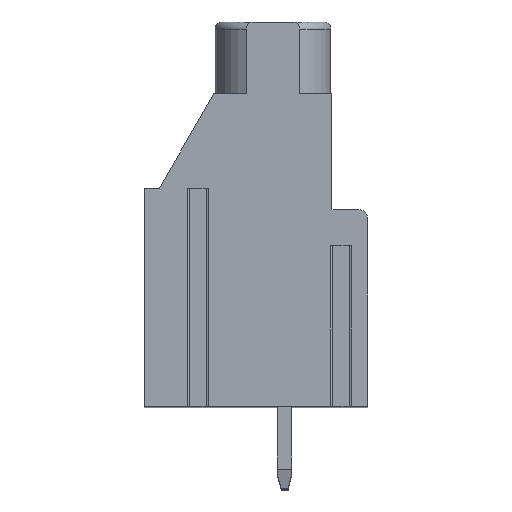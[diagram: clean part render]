
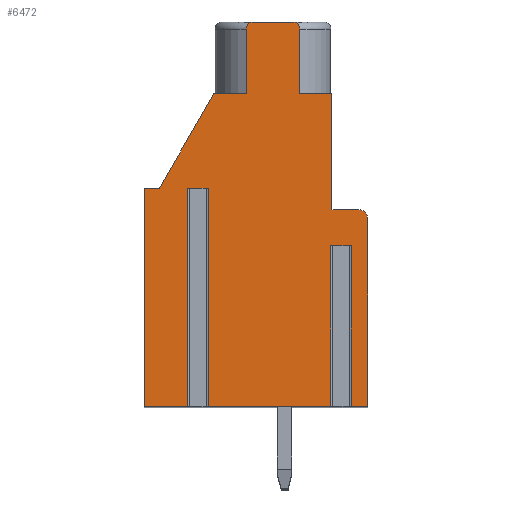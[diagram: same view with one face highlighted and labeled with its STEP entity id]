
A CAD part, top view. The second image highlights one B-rep face of the part: STEP entity #6472.
In plain terms, the highlighted planar face has unit normal (0, 0, 1).
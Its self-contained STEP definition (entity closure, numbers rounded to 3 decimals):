
#65=DIRECTION('',(-1.,0.,0.));
#66=VECTOR('',#65,1.146);
#67=CARTESIAN_POINT('',(-2.127,1.2,41.275));
#68=LINE('',#67,#66);
#69=DIRECTION('',(0.,-1.,0.));
#70=VECTOR('',#69,12.2);
#71=CARTESIAN_POINT('',(-3.273,1.2,41.275));
#72=LINE('',#71,#70);
#73=DIRECTION('',(1.,0.,0.));
#74=VECTOR('',#73,2.427);
#75=CARTESIAN_POINT('',(-5.7,-11.,41.275));
#76=LINE('',#75,#74);
#77=DIRECTION('',(0.,-1.,0.));
#78=VECTOR('',#77,12.2);
#79=CARTESIAN_POINT('',(-5.7,1.2,41.275));
#80=LINE('',#79,#78);
#81=DIRECTION('',(-1.,0.,0.));
#82=VECTOR('',#81,0.84);
#83=CARTESIAN_POINT('',(-4.86,1.2,41.275));
#84=LINE('',#83,#82);
#85=DIRECTION('',(-0.5,-0.866,0.));
#86=VECTOR('',#85,6.12);
#87=CARTESIAN_POINT('',(-1.8,6.5,41.275));
#88=LINE('',#87,#86);
#89=DIRECTION('',(-1.,0.,0.));
#90=VECTOR('',#89,1.8);
#91=CARTESIAN_POINT('',(0.,6.5,41.275));
#92=LINE('',#91,#90);
#93=DIRECTION('',(0.,-1.,0.));
#94=VECTOR('',#93,3.6);
#95=CARTESIAN_POINT('',(0.,10.1,41.275));
#96=LINE('',#95,#94);
#97=CARTESIAN_POINT('',(0.4,10.1,41.275));
#98=DIRECTION('',(0.,0.,1.));
#99=DIRECTION('',(0.,1.,0.));
#100=AXIS2_PLACEMENT_3D('',#97,#98,#99);
#102=DIRECTION('',(-1.,0.,0.));
#103=VECTOR('',#102,2.2);
#104=CARTESIAN_POINT('',(2.6,10.5,41.275));
#105=LINE('',#104,#103);
#106=CARTESIAN_POINT('',(2.6,10.1,41.275));
#107=DIRECTION('',(0.,0.,1.));
#108=DIRECTION('',(1.,0.,0.));
#109=AXIS2_PLACEMENT_3D('',#106,#107,#108);
#111=DIRECTION('',(0.,1.,0.));
#112=VECTOR('',#111,3.6);
#113=CARTESIAN_POINT('',(3.,6.5,41.275));
#114=LINE('',#113,#112);
#115=DIRECTION('',(-1.,0.,0.));
#116=VECTOR('',#115,1.8);
#117=CARTESIAN_POINT('',(4.8,6.5,41.275));
#118=LINE('',#117,#116);
#119=DIRECTION('',(0.,1.,0.));
#120=VECTOR('',#119,6.5);
#121=CARTESIAN_POINT('',(4.8,0.,41.275));
#122=LINE('',#121,#120);
#123=DIRECTION('',(-1.,0.,0.));
#124=VECTOR('',#123,1.5);
#125=CARTESIAN_POINT('',(6.3,0.,41.275));
#126=LINE('',#125,#124);
#127=CARTESIAN_POINT('',(6.3,-0.5,41.275));
#128=DIRECTION('',(0.,0.,1.));
#129=DIRECTION('',(1.,0.,0.));
#130=AXIS2_PLACEMENT_3D('',#127,#128,#129);
#132=DIRECTION('',(0.,1.,0.));
#133=VECTOR('',#132,10.5);
#134=CARTESIAN_POINT('',(6.8,-11.,41.275));
#135=LINE('',#134,#133);
#136=DIRECTION('',(1.,0.,0.));
#137=VECTOR('',#136,0.925);
#138=CARTESIAN_POINT('',(5.875,-11.,41.275));
#139=LINE('',#138,#137);
#140=DIRECTION('',(0.,-1.,0.));
#141=VECTOR('',#140,9.);
#142=CARTESIAN_POINT('',(5.875,-2.,41.275));
#143=LINE('',#142,#141);
#144=DIRECTION('',(-1.,0.,0.));
#145=VECTOR('',#144,1.146);
#146=CARTESIAN_POINT('',(5.875,-2.,41.275));
#147=LINE('',#146,#145);
#148=DIRECTION('',(0.,-1.,0.));
#149=VECTOR('',#148,9.);
#150=CARTESIAN_POINT('',(4.728,-2.,41.275));
#151=LINE('',#150,#149);
#152=DIRECTION('',(1.,0.,0.));
#153=VECTOR('',#152,6.855);
#154=CARTESIAN_POINT('',(-2.127,-11.,41.275));
#155=LINE('',#154,#153);
#156=DIRECTION('',(0.,-1.,0.));
#157=VECTOR('',#156,12.2);
#158=CARTESIAN_POINT('',(-2.127,1.2,41.275));
#159=LINE('',#158,#157);
#5035=CARTESIAN_POINT('',(6.8,-11.,41.275));
#5036=CARTESIAN_POINT('',(6.8,-0.5,41.275));
#5037=VERTEX_POINT('',#5035);
#5038=VERTEX_POINT('',#5036);
#5039=CARTESIAN_POINT('',(6.3,0.,41.275));
#5040=VERTEX_POINT('',#5039);
#5041=CARTESIAN_POINT('',(4.8,0.,41.275));
#5042=VERTEX_POINT('',#5041);
#5043=CARTESIAN_POINT('',(4.8,6.5,41.275));
#5044=VERTEX_POINT('',#5043);
#5045=CARTESIAN_POINT('',(3.,6.5,41.275));
#5046=VERTEX_POINT('',#5045);
#5047=CARTESIAN_POINT('',(3.,10.1,41.275));
#5048=VERTEX_POINT('',#5047);
#5049=CARTESIAN_POINT('',(2.6,10.5,41.275));
#5050=VERTEX_POINT('',#5049);
#5051=CARTESIAN_POINT('',(0.4,10.5,41.275));
#5052=VERTEX_POINT('',#5051);
#5053=CARTESIAN_POINT('',(0.,10.1,41.275));
#5054=VERTEX_POINT('',#5053);
#5055=CARTESIAN_POINT('',(0.,6.5,41.275));
#5056=VERTEX_POINT('',#5055);
#5057=CARTESIAN_POINT('',(-1.8,6.5,41.275));
#5058=VERTEX_POINT('',#5057);
#5059=CARTESIAN_POINT('',(-4.86,1.2,41.275));
#5060=VERTEX_POINT('',#5059);
#5061=CARTESIAN_POINT('',(-5.7,1.2,41.275));
#5062=VERTEX_POINT('',#5061);
#5063=CARTESIAN_POINT('',(-5.7,-11.,41.275));
#5064=VERTEX_POINT('',#5063);
#5221=CARTESIAN_POINT('',(5.875,-2.,41.275));
#5222=CARTESIAN_POINT('',(4.728,-2.,41.275));
#5223=VERTEX_POINT('',#5221);
#5224=VERTEX_POINT('',#5222);
#5225=CARTESIAN_POINT('',(5.875,-11.,41.275));
#5226=VERTEX_POINT('',#5225);
#5227=CARTESIAN_POINT('',(4.728,-11.,41.275));
#5228=VERTEX_POINT('',#5227);
#5253=CARTESIAN_POINT('',(-2.127,1.2,41.275));
#5254=CARTESIAN_POINT('',(-3.273,1.2,41.275));
#5255=VERTEX_POINT('',#5253);
#5256=VERTEX_POINT('',#5254);
#5257=CARTESIAN_POINT('',(-2.127,-11.,41.275));
#5258=VERTEX_POINT('',#5257);
#5259=CARTESIAN_POINT('',(-3.273,-11.,41.275));
#5260=VERTEX_POINT('',#5259);
#6419=CARTESIAN_POINT('',(0.,0.,41.275));
#6420=DIRECTION('',(0.,0.,1.));
#6421=DIRECTION('',(1.,0.,0.));
#6422=AXIS2_PLACEMENT_3D('',#6419,#6420,#6421);
#6423=PLANE('',#6422);
#6425=ORIENTED_EDGE('',*,*,#6424,.T.);
#6427=ORIENTED_EDGE('',*,*,#6426,.T.);
#6429=ORIENTED_EDGE('',*,*,#6428,.F.);
#6431=ORIENTED_EDGE('',*,*,#6430,.F.);
#6433=ORIENTED_EDGE('',*,*,#6432,.F.);
#6435=ORIENTED_EDGE('',*,*,#6434,.F.);
#6437=ORIENTED_EDGE('',*,*,#6436,.F.);
#6439=ORIENTED_EDGE('',*,*,#6438,.F.);
#6441=ORIENTED_EDGE('',*,*,#6440,.F.);
#6443=ORIENTED_EDGE('',*,*,#6442,.F.);
#6445=ORIENTED_EDGE('',*,*,#6444,.F.);
#6447=ORIENTED_EDGE('',*,*,#6446,.F.);
#6449=ORIENTED_EDGE('',*,*,#6448,.F.);
#6451=ORIENTED_EDGE('',*,*,#6450,.F.);
#6453=ORIENTED_EDGE('',*,*,#6452,.F.);
#6455=ORIENTED_EDGE('',*,*,#6454,.F.);
#6457=ORIENTED_EDGE('',*,*,#6456,.F.);
#6459=ORIENTED_EDGE('',*,*,#6458,.F.);
#6461=ORIENTED_EDGE('',*,*,#6460,.F.);
#6463=ORIENTED_EDGE('',*,*,#6462,.T.);
#6465=ORIENTED_EDGE('',*,*,#6464,.T.);
#6467=ORIENTED_EDGE('',*,*,#6466,.F.);
#6469=ORIENTED_EDGE('',*,*,#6468,.F.);
#6470=EDGE_LOOP('',(#6425,#6427,#6429,#6431,#6433,#6435,#6437,#6439,#6441,#6443,
#6445,#6447,#6449,#6451,#6453,#6455,#6457,#6459,#6461,#6463,#6465,#6467,#6469));
#6471=FACE_OUTER_BOUND('',#6470,.F.);
#101=CIRCLE('',#100,0.4);
#110=CIRCLE('',#109,0.4);
#131=CIRCLE('',#130,0.5);
#6424=EDGE_CURVE('',#5255,#5256,#68,.T.);
#6426=EDGE_CURVE('',#5256,#5260,#72,.T.);
#6428=EDGE_CURVE('',#5064,#5260,#76,.T.);
#6430=EDGE_CURVE('',#5062,#5064,#80,.T.);
#6432=EDGE_CURVE('',#5060,#5062,#84,.T.);
#6434=EDGE_CURVE('',#5058,#5060,#88,.T.);
#6436=EDGE_CURVE('',#5056,#5058,#92,.T.);
#6438=EDGE_CURVE('',#5054,#5056,#96,.T.);
#6440=EDGE_CURVE('',#5052,#5054,#101,.T.);
#6442=EDGE_CURVE('',#5050,#5052,#105,.T.);
#6444=EDGE_CURVE('',#5048,#5050,#110,.T.);
#6446=EDGE_CURVE('',#5046,#5048,#114,.T.);
#6448=EDGE_CURVE('',#5044,#5046,#118,.T.);
#6450=EDGE_CURVE('',#5042,#5044,#122,.T.);
#6452=EDGE_CURVE('',#5040,#5042,#126,.T.);
#6454=EDGE_CURVE('',#5038,#5040,#131,.T.);
#6456=EDGE_CURVE('',#5037,#5038,#135,.T.);
#6458=EDGE_CURVE('',#5226,#5037,#139,.T.);
#6460=EDGE_CURVE('',#5223,#5226,#143,.T.);
#6462=EDGE_CURVE('',#5223,#5224,#147,.T.);
#6464=EDGE_CURVE('',#5224,#5228,#151,.T.);
#6466=EDGE_CURVE('',#5258,#5228,#155,.T.);
#6468=EDGE_CURVE('',#5255,#5258,#159,.T.);
#6472=ADVANCED_FACE('',(#6471),#6423,.T.);
